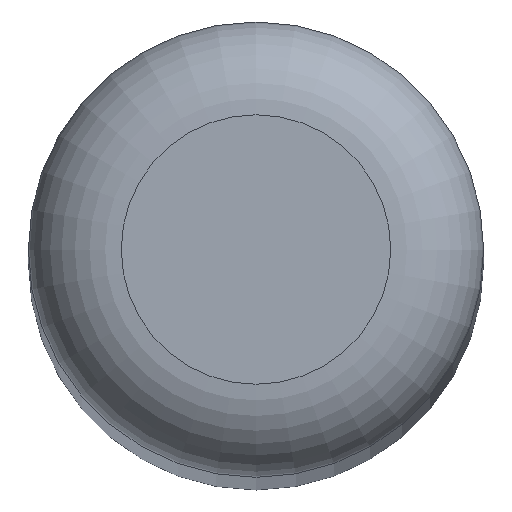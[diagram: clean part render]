
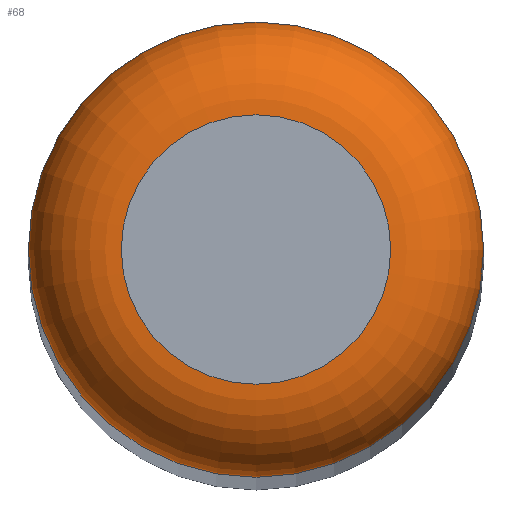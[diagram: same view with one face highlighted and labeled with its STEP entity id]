
A CAD part, top view. The second image highlights one B-rep face of the part: STEP entity #68.
In plain terms, the highlighted toroidal (fillet/blend) face has major radius 2.9 mm and minor radius 2 mm.
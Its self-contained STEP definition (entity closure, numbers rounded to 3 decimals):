
#20=FACE_OUTER_BOUND('',#25,.T.);
#25=EDGE_LOOP('',(#50,#51,#52,#53));
#30=CIRCLE('',#97,2.9);
#31=CIRCLE('',#98,2.);
#32=CIRCLE('',#99,4.9);
#37=VERTEX_POINT('',#137);
#38=VERTEX_POINT('',#139);
#42=EDGE_CURVE('',#37,#37,#30,.T.);
#43=EDGE_CURVE('',#37,#38,#31,.T.);
#44=EDGE_CURVE('',#38,#38,#32,.T.);
#50=ORIENTED_EDGE('',*,*,#42,.T.);
#51=ORIENTED_EDGE('',*,*,#43,.T.);
#52=ORIENTED_EDGE('',*,*,#44,.T.);
#53=ORIENTED_EDGE('',*,*,#43,.F.);
#66=TOROIDAL_SURFACE('',#96,2.9,2.);
#68=ADVANCED_FACE('',(#20),#66,.T.);
#96=AXIS2_PLACEMENT_3D('',#136,#110,#111);
#97=AXIS2_PLACEMENT_3D('',#138,#112,#113);
#98=AXIS2_PLACEMENT_3D('',#140,#114,#115);
#99=AXIS2_PLACEMENT_3D('',#141,#116,#117);
#110=DIRECTION('center_axis',(0.,0.,1.));
#111=DIRECTION('ref_axis',(1.,0.,0.));
#112=DIRECTION('center_axis',(0.,0.,-1.));
#113=DIRECTION('ref_axis',(-1.,0.,0.));
#114=DIRECTION('center_axis',(0.,-1.,0.));
#115=DIRECTION('ref_axis',(-1.,0.,0.));
#116=DIRECTION('center_axis',(0.,0.,1.));
#117=DIRECTION('ref_axis',(-1.,0.,0.));
#136=CARTESIAN_POINT('Origin',(0.,0.,118.));
#137=CARTESIAN_POINT('',(-2.9,0.,120.));
#138=CARTESIAN_POINT('Origin',(0.,0.,120.));
#139=CARTESIAN_POINT('',(-4.9,0.,118.));
#140=CARTESIAN_POINT('Origin',(-2.9,0.,118.));
#141=CARTESIAN_POINT('Origin',(0.,0.,118.));
